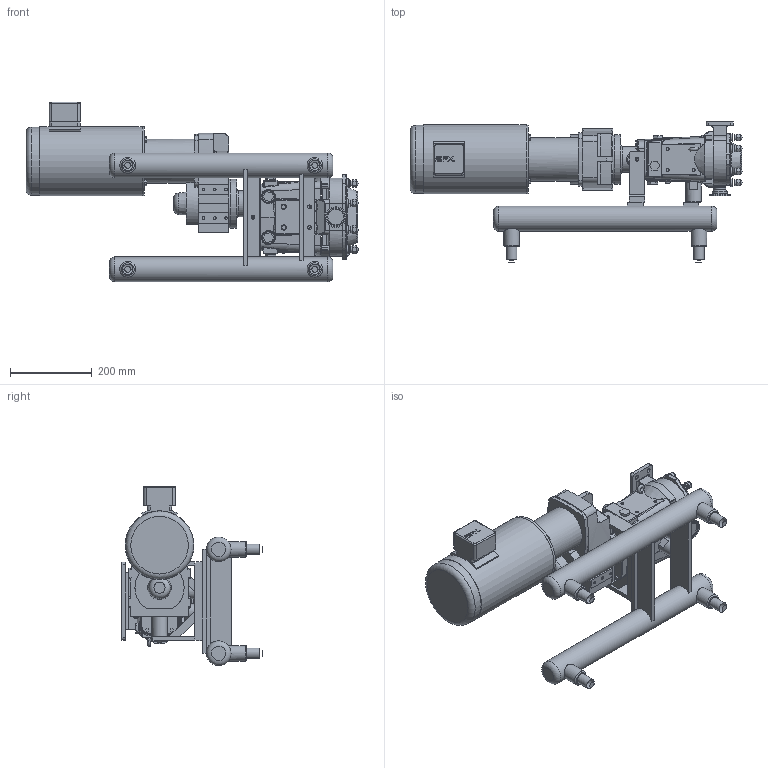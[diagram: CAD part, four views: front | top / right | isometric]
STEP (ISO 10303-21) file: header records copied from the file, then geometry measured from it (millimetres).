
FILE_DESCRIPTION(/* description */ (''),/* implementation_level */ '2;1');
FILE_NAME(/* name */ 'U2_014U2_145TC_(1.44 x 4.94)x1.5_S-Line_2HP_SIDE_SM.stp',/* time_stamp */ '2021-05-24T18:41:22+05:00',/* author */ ('trtmhr'),/* organization */ (''),/* preprocessor_version */ 'ST-DEVELOPER v18.1',/* originating_system */ 'Autodesk Inventor 2020',/* authorisation */ '');
FILE_SCHEMA (('AUTOMOTIVE_DESIGN { 1 0 10303 214 3 1 1 }'));
Length unit declared in the file: inch
Products named in the file (1): U2_014U2_145TC_(1.44 x 4.94)x1.5_S-Line_2HP_SIDE_SM
Bounding box: 811.15 x 342.79 x 438.14 mm (x, y, z)
Volume: 19548758.9 mm3; surface area: 1043034.4 mm2
Topology: 6 solids, 6 shells, 1157 faces, 3022 edges, 1948 vertices
Faces by surface type: plane 550, cylinder 315, bspline 141, torus 92, cone 42, sphere 17
Full cylindrical faces by diameter (mm): 2.54 x2, 5.08 x1, 6.35 x12, 6.528 x1, 7.62 x8, 7.798 x1, 9.525 x3, 9.652 x2, 10.414 x4, 12.395 x5, 14.275 x8, 19.05 x8, 25.4 x4, 29.362 x2, 30.378 x1, 35.712 x1, 38.1 x7, 50.495 x1, 63.5 x1, 107.01 x1, 119.888 x1, 119.99 x1, 166.116 x1, 167.996 x1, 168.402 x1
Entity records: 40236 total; most frequent: CARTESIAN_POINT 11712, ORIENTED_EDGE 6030, DIRECTION 5826, EDGE_CURVE 3015, AXIS2_PLACEMENT_3D 2143, VERTEX_POINT 1948, LINE 1540, VECTOR 1540
